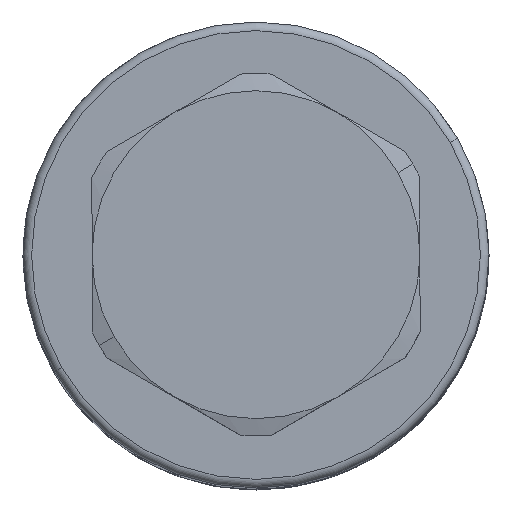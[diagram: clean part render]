
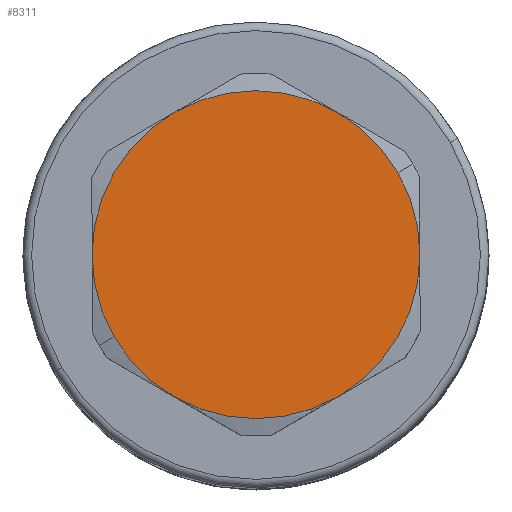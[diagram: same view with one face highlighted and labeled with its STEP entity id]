
A CAD part, top view. The second image highlights one B-rep face of the part: STEP entity #8311.
In plain terms, the highlighted planar face has unit normal (0, 0, 1).
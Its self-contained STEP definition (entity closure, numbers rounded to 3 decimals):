
#8145=AXIS2_PLACEMENT_3D('Circle Axis2P3D',#8143,#8144,$) ;
#8170=AXIS2_PLACEMENT_3D('Circle Axis2P3D',#8168,#8169,$) ;
#8188=AXIS2_PLACEMENT_3D('Circle Axis2P3D',#8186,#8187,$) ;
#8206=AXIS2_PLACEMENT_3D('Circle Axis2P3D',#8204,#8205,$) ;
#8224=AXIS2_PLACEMENT_3D('Circle Axis2P3D',#8222,#8223,$) ;
#8249=AXIS2_PLACEMENT_3D('Circle Axis2P3D',#8247,#8248,$) ;
#8267=AXIS2_PLACEMENT_3D('Circle Axis2P3D',#8265,#8266,$) ;
#8285=AXIS2_PLACEMENT_3D('Circle Axis2P3D',#8283,#8284,$) ;
#8299=AXIS2_PLACEMENT_3D('Plane Axis2P3D',#8296,#8297,#8298) ;
#7716=CARTESIAN_POINT('Vertex',(8.755,5.27,82.6)) ;
#7812=CARTESIAN_POINT('Vertex',(4.,13.494,82.6)) ;
#7876=CARTESIAN_POINT('Vertex',(8.745,21.724,82.6)) ;
#7940=CARTESIAN_POINT('Vertex',(18.245,21.73,82.6)) ;
#8029=CARTESIAN_POINT('Vertex',(23.,13.506,82.6)) ;
#8093=CARTESIAN_POINT('Vertex',(18.255,5.276,82.6)) ;
#8143=CARTESIAN_POINT('Axis2P3D Location',(13.5,13.5,82.6)) ;
#8165=CARTESIAN_POINT('Vertex',(5.276,8.745,82.6)) ;
#8168=CARTESIAN_POINT('Axis2P3D Location',(13.5,13.5,82.6)) ;
#8186=CARTESIAN_POINT('Axis2P3D Location',(13.5,13.5,82.6)) ;
#8204=CARTESIAN_POINT('Axis2P3D Location',(13.5,13.5,82.6)) ;
#8222=CARTESIAN_POINT('Axis2P3D Location',(13.5,13.5,82.6)) ;
#8244=CARTESIAN_POINT('Vertex',(21.724,18.255,82.6)) ;
#8247=CARTESIAN_POINT('Axis2P3D Location',(13.5,13.5,82.6)) ;
#8265=CARTESIAN_POINT('Axis2P3D Location',(13.5,13.5,82.6)) ;
#8283=CARTESIAN_POINT('Axis2P3D Location',(13.5,13.5,82.6)) ;
#8296=CARTESIAN_POINT('Axis2P3D Location',(13.5,13.5,82.6)) ;
#8144=DIRECTION('Axis2P3D Direction',(0.,0.,-1.)) ;
#8169=DIRECTION('Axis2P3D Direction',(0.,0.,-1.)) ;
#8187=DIRECTION('Axis2P3D Direction',(0.,0.,-1.)) ;
#8205=DIRECTION('Axis2P3D Direction',(0.,0.,-1.)) ;
#8223=DIRECTION('Axis2P3D Direction',(0.,0.,-1.)) ;
#8248=DIRECTION('Axis2P3D Direction',(0.,0.,-1.)) ;
#8266=DIRECTION('Axis2P3D Direction',(0.,0.,-1.)) ;
#8284=DIRECTION('Axis2P3D Direction',(0.,0.,-1.)) ;
#8297=DIRECTION('Axis2P3D Direction',(0.,0.,1.)) ;
#8298=DIRECTION('Axis2P3D XDirection',(0.866,0.501,0.)) ;
#8302=ORIENTED_EDGE('',*,*,#8147,.T.) ;
#8303=ORIENTED_EDGE('',*,*,#8287,.T.) ;
#8304=ORIENTED_EDGE('',*,*,#8269,.T.) ;
#8305=ORIENTED_EDGE('',*,*,#8251,.T.) ;
#8306=ORIENTED_EDGE('',*,*,#8226,.T.) ;
#8307=ORIENTED_EDGE('',*,*,#8208,.T.) ;
#8308=ORIENTED_EDGE('',*,*,#8190,.T.) ;
#8309=ORIENTED_EDGE('',*,*,#8172,.T.) ;
#8311=ADVANCED_FACE('Hauptk\X2\00F6\X0\rper',(#8310),#8300,.T.) ;
#8146=CIRCLE('generated circle',#8145,9.5) ;
#8171=CIRCLE('generated circle',#8170,9.5) ;
#8189=CIRCLE('generated circle',#8188,9.5) ;
#8207=CIRCLE('generated circle',#8206,9.5) ;
#8225=CIRCLE('generated circle',#8224,9.5) ;
#8250=CIRCLE('generated circle',#8249,9.5) ;
#8268=CIRCLE('generated circle',#8267,9.5) ;
#8286=CIRCLE('generated circle',#8285,9.5) ;
#8147=EDGE_CURVE('',#7717,#8094,#8146,.F.) ;
#8172=EDGE_CURVE('',#8166,#7717,#8171,.F.) ;
#8190=EDGE_CURVE('',#7813,#8166,#8189,.F.) ;
#8208=EDGE_CURVE('',#7877,#7813,#8207,.F.) ;
#8226=EDGE_CURVE('',#7941,#7877,#8225,.F.) ;
#8251=EDGE_CURVE('',#8245,#7941,#8250,.F.) ;
#8269=EDGE_CURVE('',#8030,#8245,#8268,.F.) ;
#8287=EDGE_CURVE('',#8094,#8030,#8286,.F.) ;
#8301=EDGE_LOOP('',(#8302,#8303,#8304,#8305,#8306,#8307,#8308,#8309)) ;
#8310=FACE_OUTER_BOUND('',#8301,.T.) ;
#8300=PLANE('',#8299) ;
#7717=VERTEX_POINT('',#7716) ;
#7813=VERTEX_POINT('',#7812) ;
#7877=VERTEX_POINT('',#7876) ;
#7941=VERTEX_POINT('',#7940) ;
#8030=VERTEX_POINT('',#8029) ;
#8094=VERTEX_POINT('',#8093) ;
#8166=VERTEX_POINT('',#8165) ;
#8245=VERTEX_POINT('',#8244) ;
